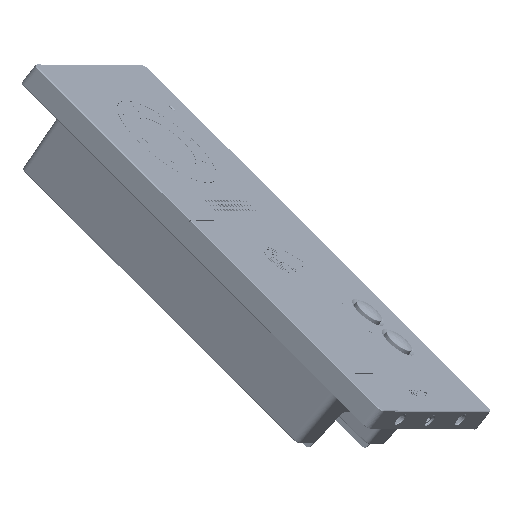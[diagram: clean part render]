
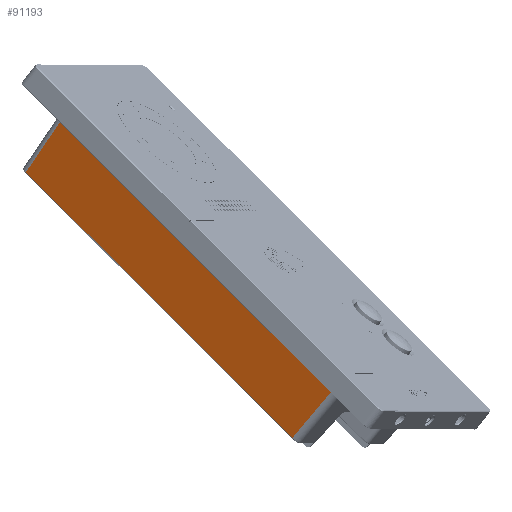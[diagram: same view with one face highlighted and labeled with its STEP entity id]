
A CAD part, isometric view. The second image highlights one B-rep face of the part: STEP entity #91193.
In plain terms, the highlighted face is planar.
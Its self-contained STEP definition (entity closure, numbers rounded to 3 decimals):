
#89555=CARTESIAN_POINT('Vertex',(118.094,0.,-183.41)) ;
#89558=CARTESIAN_POINT('Line Origine',(118.094,0.,-99.5)) ;
#89562=CARTESIAN_POINT('Vertex',(118.094,0.,-15.59)) ;
#91155=CARTESIAN_POINT('Vertex',(119.657,-29.826,-181.847)) ;
#91158=CARTESIAN_POINT('Line Origine',(121.884,-72.303,-179.621)) ;
#91170=CARTESIAN_POINT('Axis2P3D Location',(118.,1.8,-190.008)) ;
#91175=CARTESIAN_POINT('Line Origine',(119.657,-29.826,-99.5)) ;
#91179=CARTESIAN_POINT('Vertex',(119.657,-29.826,-17.153)) ;
#91182=CARTESIAN_POINT('Line Origine',(118.876,-14.913,-16.372)) ;
#89559=DIRECTION('Vector Direction',(0.,0.,-1.)) ;
#91159=DIRECTION('Vector Direction',(0.052,-0.997,0.052)) ;
#91171=DIRECTION('Axis2P3D Direction',(0.999,0.052,0.)) ;
#91172=DIRECTION('Axis2P3D XDirection',(0.,0.,-1.)) ;
#91176=DIRECTION('Vector Direction',(0.,0.,1.)) ;
#91183=DIRECTION('Vector Direction',(-0.052,0.997,0.052)) ;
#91173=AXIS2_PLACEMENT_3D('Plane Axis2P3D',#91170,#91171,#91172) ;
#91188=ORIENTED_EDGE('',*,*,#89564,.T.) ;
#91189=ORIENTED_EDGE('',*,*,#91162,.F.) ;
#91190=ORIENTED_EDGE('',*,*,#91181,.T.) ;
#91191=ORIENTED_EDGE('',*,*,#91186,.T.) ;
#89560=VECTOR('Line Direction',#89559,1.) ;
#91160=VECTOR('Line Direction',#91159,1.) ;
#91177=VECTOR('Line Direction',#91176,1.) ;
#91184=VECTOR('Line Direction',#91183,1.) ;
#91193=ADVANCED_FACE('1159\\1157\\1120\\MANIFOLD_SOLID_BREP #116043',(#91192),#91174,.F.) ;
#89564=EDGE_CURVE('',#89563,#89556,#89561,.T.) ;
#91162=EDGE_CURVE('',#91156,#89556,#91161,.F.) ;
#91181=EDGE_CURVE('',#91156,#91180,#91178,.T.) ;
#91186=EDGE_CURVE('',#91180,#89563,#91185,.T.) ;
#91187=EDGE_LOOP('',(#91188,#91189,#91190,#91191)) ;
#91192=FACE_OUTER_BOUND('',#91187,.T.) ;
#89561=LINE('Line',#89558,#89560) ;
#91161=LINE('Line',#91158,#91160) ;
#91178=LINE('Line',#91175,#91177) ;
#91185=LINE('Line',#91182,#91184) ;
#91174=PLANE('',#91173) ;
#89556=VERTEX_POINT('',#89555) ;
#89563=VERTEX_POINT('',#89562) ;
#91156=VERTEX_POINT('',#91155) ;
#91180=VERTEX_POINT('',#91179) ;
